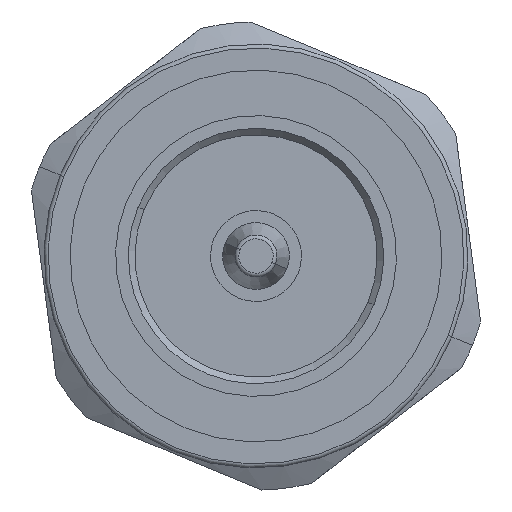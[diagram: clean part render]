
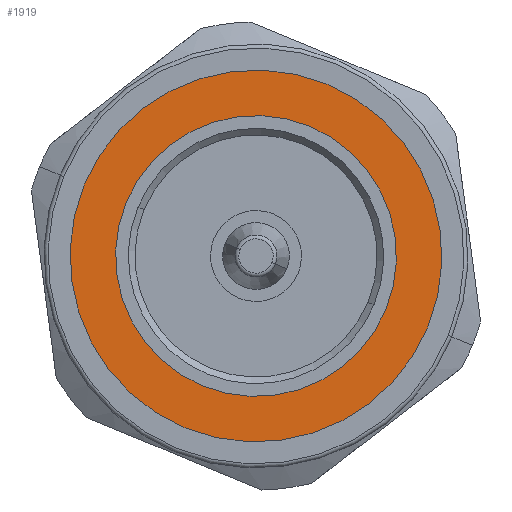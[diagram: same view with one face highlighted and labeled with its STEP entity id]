
A CAD part, left-side view. The second image highlights one B-rep face of the part: STEP entity #1919.
In plain terms, the highlighted face is planar.
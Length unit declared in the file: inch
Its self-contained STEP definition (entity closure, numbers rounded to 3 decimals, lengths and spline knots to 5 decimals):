
#68 = DIRECTION ( 'NONE',  ( 0., 0., -1. ) ) ;
#148 = ORIENTED_EDGE ( 'NONE', *, *, #1446, .T. ) ;
#159 = VERTEX_POINT ( 'NONE', #2473 ) ;
#180 = EDGE_CURVE ( 'NONE', #2896, #857, #2014, .T. ) ;
#201 = ORIENTED_EDGE ( 'NONE', *, *, #660, .F. ) ;
#232 = DIRECTION ( 'NONE',  ( 0., 0., -1. ) ) ;
#288 = DIRECTION ( 'NONE',  ( 1., 0., 0. ) ) ;
#445 = VERTEX_POINT ( 'NONE', #2780 ) ;
#491 = ORIENTED_EDGE ( 'NONE', *, *, #641, .T. ) ;
#514 = DIRECTION ( 'NONE',  ( 0., 0., -1. ) ) ;
#604 = EDGE_LOOP ( 'NONE', ( #148, #491 ) ) ;
#624 = AXIS2_PLACEMENT_3D ( 'NONE', #2680, #1552, #1128 ) ;
#641 = EDGE_CURVE ( 'NONE', #445, #159, #1389, .T. ) ;
#660 = EDGE_CURVE ( 'NONE', #857, #2896, #1764, .T. ) ;
#795 = PLANE ( 'NONE',  #2699 ) ;
#857 = VERTEX_POINT ( 'NONE', #1505 ) ;
#872 = DIRECTION ( 'NONE',  ( 1., 0., 0. ) ) ;
#1128 = DIRECTION ( 'NONE',  ( 0., 0., -1. ) ) ;
#1212 = DIRECTION ( 'NONE',  ( 1., 0., 0. ) ) ;
#1259 = DIRECTION ( 'NONE',  ( 1., 0., 0. ) ) ;
#1329 = CIRCLE ( 'NONE', #2326, 0.54724 ) ;
#1389 = CIRCLE ( 'NONE', #1903, 0.54724 ) ;
#1446 = EDGE_CURVE ( 'NONE', #159, #445, #1329, .T. ) ;
#1461 = FACE_BOUND ( 'NONE', #1890, .T. ) ;
#1505 = CARTESIAN_POINT ( 'NONE',  ( 75.98601, 49.33835, 0.41339 ) ) ;
#1552 = DIRECTION ( 'NONE',  ( 1., 0., 0. ) ) ;
#1687 = CARTESIAN_POINT ( 'NONE',  ( 75.98601, 49.33835, 0. ) ) ;
#1718 = AXIS2_PLACEMENT_3D ( 'NONE', #2309, #288, #68 ) ;
#1764 = CIRCLE ( 'NONE', #624, 0.41339 ) ;
#1890 = EDGE_LOOP ( 'NONE', ( #2712, #201 ) ) ;
#1903 = AXIS2_PLACEMENT_3D ( 'NONE', #1999, #872, #232 ) ;
#1919 = ADVANCED_FACE ( 'NONE', ( #1461, #1923 ), #795, .T. ) ;
#1923 = FACE_OUTER_BOUND ( 'NONE', #604, .T. ) ;
#1986 = DIRECTION ( 'NONE',  ( 0., 1., 0. ) ) ;
#1999 = CARTESIAN_POINT ( 'NONE',  ( 75.98601, 49.33835, 0. ) ) ;
#2014 = CIRCLE ( 'NONE', #1718, 0.41339 ) ;
#2309 = CARTESIAN_POINT ( 'NONE',  ( 75.98601, 49.33835, 0. ) ) ;
#2326 = AXIS2_PLACEMENT_3D ( 'NONE', #1687, #1212, #514 ) ;
#2473 = CARTESIAN_POINT ( 'NONE',  ( 75.98601, 49.33835, -0.54724 ) ) ;
#2592 = CARTESIAN_POINT ( 'NONE',  ( 75.98601, 49.88559, 0. ) ) ;
#2680 = CARTESIAN_POINT ( 'NONE',  ( 75.98601, 49.33835, 0. ) ) ;
#2699 = AXIS2_PLACEMENT_3D ( 'NONE', #2592, #1259, #1986 ) ;
#2712 = ORIENTED_EDGE ( 'NONE', *, *, #180, .F. ) ;
#2780 = CARTESIAN_POINT ( 'NONE',  ( 75.98601, 49.33835, 0.54724 ) ) ;
#2896 = VERTEX_POINT ( 'NONE', #2910 ) ;
#2910 = CARTESIAN_POINT ( 'NONE',  ( 75.98601, 49.33835, -0.41339 ) ) ;
